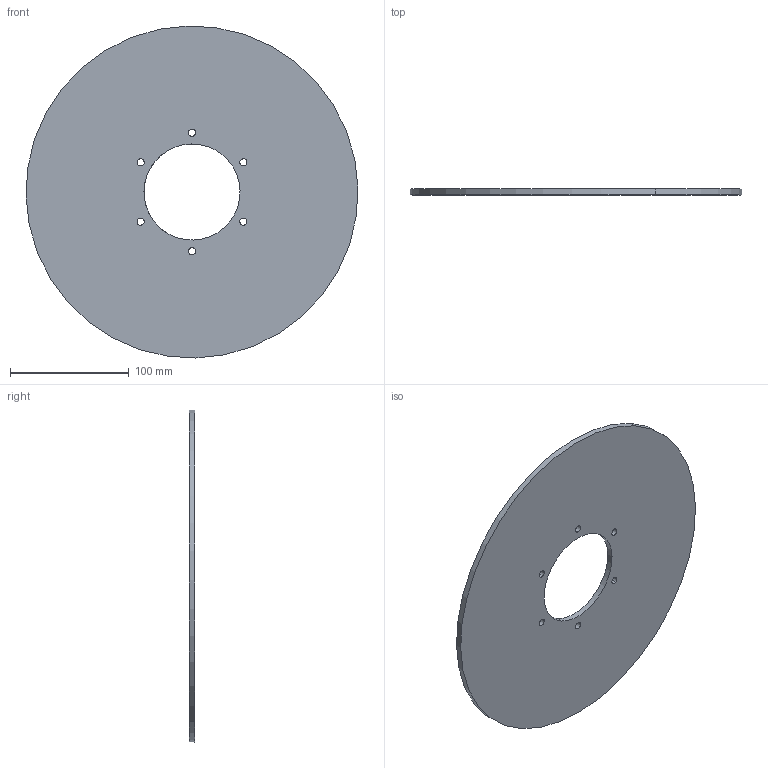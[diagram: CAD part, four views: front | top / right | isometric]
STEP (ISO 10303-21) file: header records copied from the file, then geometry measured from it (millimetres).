
FILE_DESCRIPTION(('CoCreate Modeling STEP Export'),'2;1');
FILE_NAME('m2.stp','2011-05-24T11:08:23',(''),(''),'CoCreate Modeling STEP processor for AP214 (Solid Model)','CoCreate Modeling 18.0P1120 20-Nov-2010 (C) Parametric Technology GmbH','');
FILE_SCHEMA(('AUTOMOTIVE_DESIGN { 1 0 10303 214 1 1 1 1 }'));
Length unit declared in the file: millimetre
Products named in the file (1): BODY_15____SOL9853_-_WSP__1DISQ.PRT
Bounding box: 279.92 x 5 x 279.92 mm (x, y, z)
Volume: 281262.9 mm3; surface area: 118741.2 mm2
Topology: 1 solids, 1 shells, 18 faces, 51 edges, 35 vertices
Faces by surface type: cylinder 16, plane 2
Entity records: 569 total; most frequent: ORIENTED_EDGE 102, CARTESIAN_POINT 86, DIRECTION 86, EDGE_CURVE 51, AXIS2_PLACEMENT_3D 35, VERTEX_POINT 35, EDGE_LOOP 32, FACE_OUTER_BOUND 18
